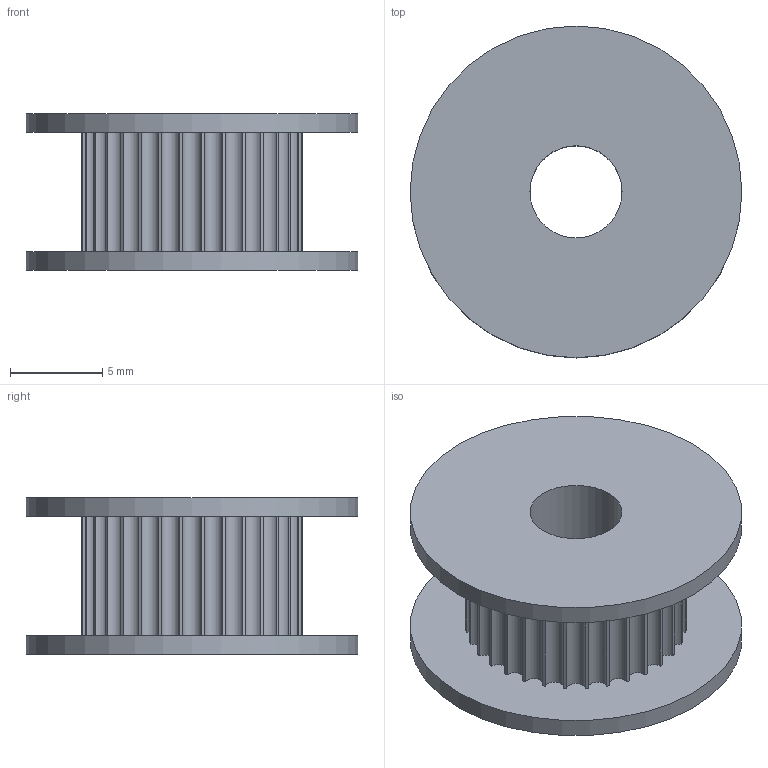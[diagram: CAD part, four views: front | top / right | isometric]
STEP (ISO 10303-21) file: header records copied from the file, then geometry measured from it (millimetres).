
FILE_DESCRIPTION(('FreeCAD Model'),'2;1');
FILE_NAME('gt2_pulley.step', '2017-06-13T12:58:39',(''),(''),'Open CASCADE STEP processor 6.8', 'FreeCAD','Unknown');
FILE_SCHEMA(('AUTOMOTIVE_DESIGN_CC2 { 1 2 10303 214 -1 1 5 4 }'));
Length unit declared in the file: millimetre
Products named in the file (1): GT2_Pulley
Bounding box: 18 x 18 x 8.5 mm (x, y, z)
Volume: 996.9 mm3; surface area: 1378.8 mm2
Topology: 1 solids, 1 shells, 71 faces, 201 edges, 134 vertices
Faces by surface type: cylinder 67, plane 4
Full cylindrical faces by diameter (mm): 5 x1, 18 x2
Entity records: 5091 total; most frequent: CARTESIAN_POINT 1321, DIRECTION 689, ORIENTED_EDGE 402, PCURVE 402, DEFINITIONAL_REPRESENTATION 402, LINE 207, VECTOR 207, AXIS2_PLACEMENT_3D 206
